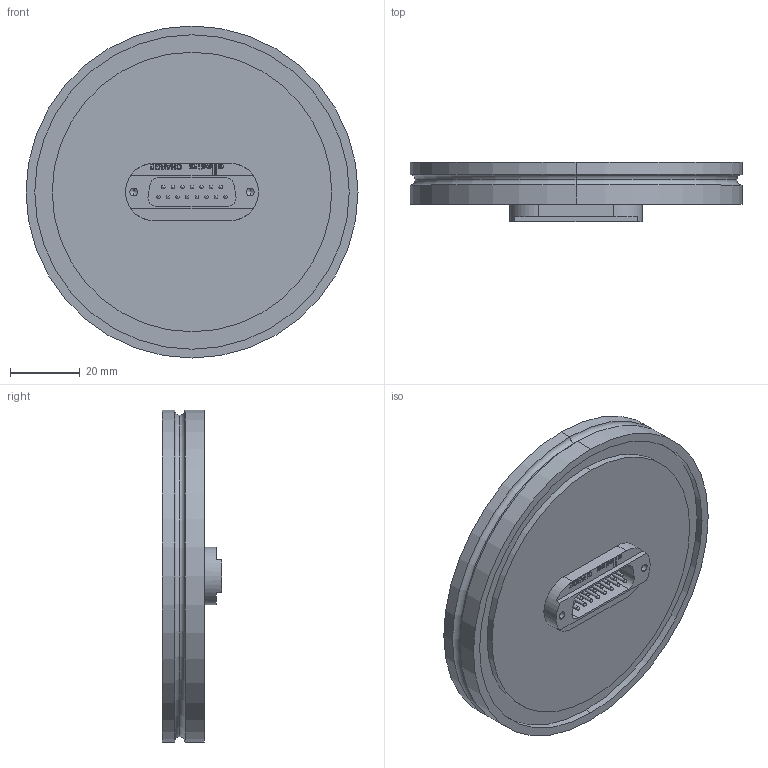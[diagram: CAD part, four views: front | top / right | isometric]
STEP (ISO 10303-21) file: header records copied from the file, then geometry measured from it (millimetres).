
FILE_DESCRIPTION (( 'STEP AP214' ), '1' );
FILE_NAME ('210-D15-ISO63.step', '2025-02-17T20:23:25', ( '' ), ( '' ), 'SwSTEP 2.0', 'SolidWorks 2022', '' );
FILE_SCHEMA (( 'AUTOMOTIVE_DESIGN' ));
Length unit declared in the file: millimetre
Products named in the file (5): 218-D9-37-SS_218-D15-SS; 9210-PIN-FENI_Pin vergoldet; 210-D15-ISO63; 9210-D15-ISO63_DN063 ISO-K; 9218-D9-37-SS-V22_15pin 1mm beschr. allectra
Assembly tree (18 placements, depth 3):
  210-D15-ISO63
    9210-D15-ISO63_DN063 ISO-K
    218-D9-37-SS_218-D15-SS
      9218-D9-37-SS-V22_15pin 1mm beschr. allectra
      9210-PIN-FENI_Pin vergoldet  x15
Bounding box: 95 x 17 x 95 mm (x, y, z)
Volume: 77518 mm3; surface area: 25003.7 mm2
Topology: 17 solids, 17 shells, 361 faces, 975 edges, 640 vertices
Faces by surface type: plane 150, cylinder 140, sphere 30, bspline 27, cone 8, torus 6
Entity records: 11377 total; most frequent: CARTESIAN_POINT 3415, ORIENTED_EDGE 1586, DIRECTION 1575, EDGE_CURVE 793, AXIS2_PLACEMENT_3D 536, VERTEX_POINT 524, LINE 503, VECTOR 503
